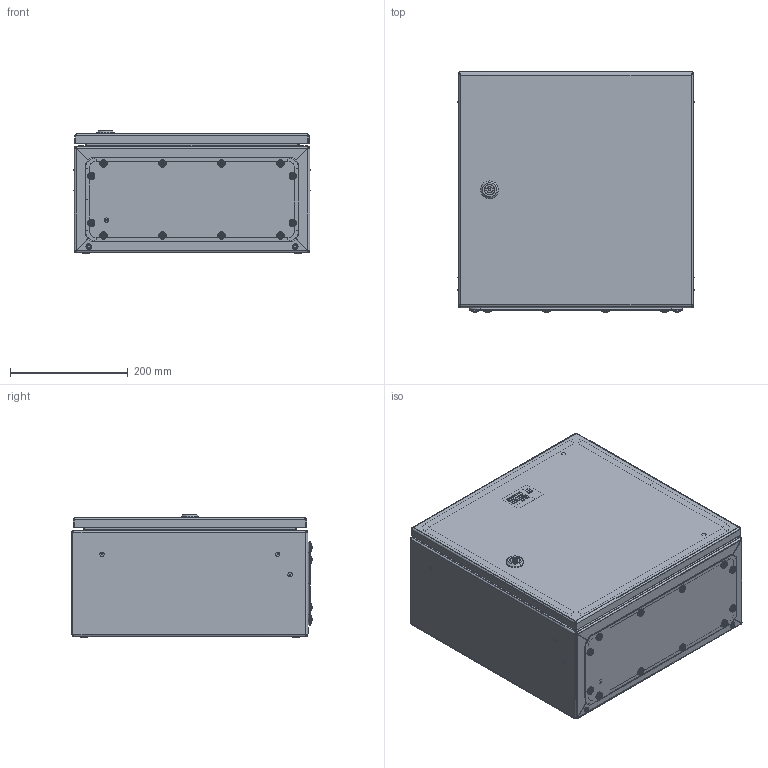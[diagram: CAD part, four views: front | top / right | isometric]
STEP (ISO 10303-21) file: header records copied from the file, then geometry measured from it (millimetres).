
FILE_DESCRIPTION (( 'STEP AP203' ), '1' );
FILE_NAME ('U2640040402 Êîðïóñ UC2M 40.40.20 IP66 (752.000.264).STEP', '2022-04-29T07:36:26', ( '' ), ( '' ), 'SwSTEP 2.0', 'SolidWorks 2017', '' );
FILE_SCHEMA (( 'CONFIG_CONTROL_DESIGN' ));
Length unit declared in the file: millimetre
Products named in the file (37): ч蜱齁罻 ST-9; 鎔艜_17473_M6x12; Øàéáà íåéëîí Ø028_Œ6; 010-323 Ïàíåëü ìîíòàæíàÿ UC2_07 (40.40.20); 扻豵鵨_п-1; 012-1792 眈翴錪 鳱歑膱 UC2_02 (40.40); ﾇ瑟鶴 Mesan 060-1-1-13-33_00; ч蜱齁罻 ST-6; 056-270 椯鴀殣罻 UC2_07 (40.40.20); 008-397 Ñòåíêà ïðîôèëüíàÿ UC2_07 (40.40.20); 000.241.255 署赅 UC2_01 (40.20); 椻壚樇襝鴀 Mesan 33; U2640040402 扻豵鵨 UC2M 40.40.20 IP66 (752.000.264); 000.210.360 Îñíîâàíèå äâåðêè UC2_02 (40.40); 嵑殧趌11371_5; Ñòîïîðíàÿ âòóëêà ïåòëè 4-119 Dirak; 003-393 Ñòåíêà íèæíÿÿ UC2_03 (00.40); 000.113.102 忺謤僔 UC2_07 (40.40.20); 蹴濋趌5915_M5; Øïèëüêà çàçåìëåíèÿ CKF CS_Œ6å16; 000.241.254 署赅 UC2_01 (40.20); 嵑殧趌11371_8; 嵑殧趌6402_8; 000.207.183 攜歑罻 UC2_02 (40.40); 嵑殧趌11371_6; Âòóëêà ïåòëè 4-119 Dirak; Óïëîòíèòåëü ÏÏÓ êðûøêè UC2Ì_10 (40.20); Îñíîâàíèå ïåòëè 4-119 Dirak; 040-116 Âèíò ñïåöèàëüíûé ST 4,8x9; Ïåòëÿ 4-119 Dirak_00; Øàéáà íåéëîí Ø028_Œ5; Óïëîòíèòåëü ÏÏÓ äâåðêè UC2_10 (40.40); 027-187 署赅 UC2_01 (40.20); Øïèëüêà ðåçüáîâàÿ Ì6_Œ8å30; Øòèôò ïåòëè 4-119 Dirak; 蹴濋趌5915_M8; Øïèëüêà ðåçüáîâàÿ Ì6_Œ6å12
Assembly tree (105 placements, depth 4):
  U2640040402 扻豵鵨 UC2M 40.40.20 IP66 (752.000.264)
    000.113.102 忺謤僔 UC2_07 (40.40.20)
      008-397 Ñòåíêà ïðîôèëüíàÿ UC2_07 (40.40.20)
      003-393 Ñòåíêà íèæíÿÿ UC2_03 (00.40)
      Øïèëüêà ðåçüáîâàÿ Ì6_Œ8å30  x4
      Øïèëüêà çàçåìëåíèÿ CKF CS_Œ6å16  x2
      Øïèëüêà ðåçüáîâàÿ Ì6_Œ6å12  x4
    000.207.183 攜歑罻 UC2_02 (40.40)
      000.210.360 Îñíîâàíèå äâåðêè UC2_02 (40.40)
        012-1792 眈翴錪 鳱歑膱 UC2_02 (40.40)
        Âòóëêà ïåòëè 4-119 Dirak  x2
        Øïèëüêà çàçåìëåíèÿ CKF CS_Œ6å16  x2
      Óïëîòíèòåëü ÏÏÓ äâåðêè UC2_10 (40.40)
      ﾇ瑟鶴 Mesan 060-1-1-13-33_00
        扻豵鵨_п-1
        椻壚樇襝鴀 Mesan 33
        嵑殧趌11371_6
        鎔艜_17473_M6x12
    Ïåòëÿ 4-119 Dirak_00  x2
      Âòóëêà ïåòëè 4-119 Dirak
      Øòèôò ïåòëè 4-119 Dirak
      Îñíîâàíèå ïåòëè 4-119 Dirak
      Ñòîïîðíàÿ âòóëêà ïåòëè 4-119 Dirak
    嵑殧趌11371_5  x4
    Øàéáà íåéëîí Ø028_Œ5  x4
    蹴濋趌5915_M5  x4
    ч蜱齁罻 ST-6  x6
    ч蜱齁罻 ST-9  x4
    010-323 Ïàíåëü ìîíòàæíàÿ UC2_07 (40.40.20)
    蹴濋趌5915_M8  x12
    嵑殧趌11371_8  x4
    嵑殧趌6402_8  x4
    000.241.254 署赅 UC2_01 (40.20)
      000.241.255 署赅 UC2_01 (40.20)
        027-187 署赅 UC2_01 (40.20)
        Øïèëüêà çàçåìëåíèÿ CKF CS_Œ6å16
      Óïëîòíèòåëü ÏÏÓ êðûøêè UC2Ì_10 (40.20)
    040-116 Âèíò ñïåöèàëüíûé ST 4,8x9  x12
    Øàéáà íåéëîí Ø028_Œ6  x12
    056-270 椯鴀殣罻 UC2_07 (40.40.20)
Bounding box: 400.6 x 407.22 x 207.25 mm (x, y, z)
Volume: 1426009.7 mm3; surface area: 1761948.6 mm2
Topology: 113 solids, 114 shells, 4551 faces, 10688 edges, 6536 vertices
Faces by surface type: plane 1648, bspline 1116, cylinder 1097, cone 272, sphere 214, torus 204
Entity records: 113917 total; most frequent: CARTESIAN_POINT 55083, ORIENTED_EDGE 11898, DIRECTION 8932, EDGE_CURVE 5949, VERTEX_POINT 3836, VECTOR 3544, LINE 3544, EDGE_LOOP 2729
